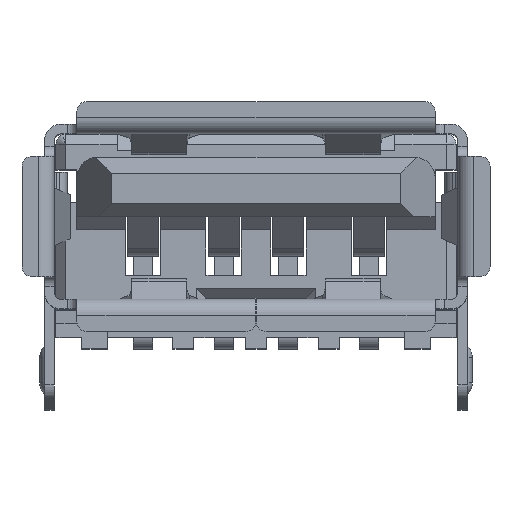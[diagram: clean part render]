
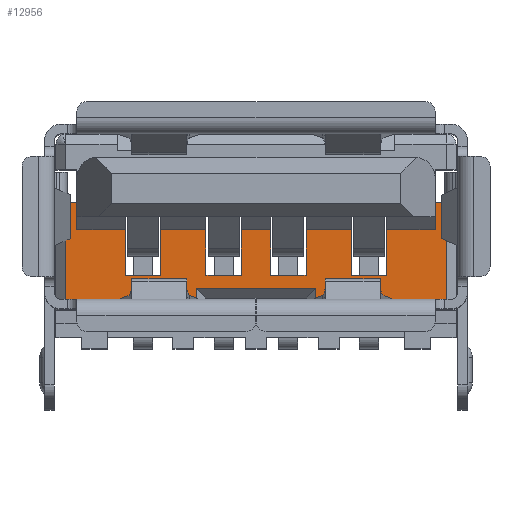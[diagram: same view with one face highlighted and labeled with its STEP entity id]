
A CAD part, top view. The second image highlights one B-rep face of the part: STEP entity #12956.
In plain terms, the highlighted face is planar.
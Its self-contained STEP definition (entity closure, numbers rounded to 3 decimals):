
#3328=ORIENTED_EDGE('',*,*,#5901,.T.);
#3329=ORIENTED_EDGE('',*,*,#5902,.F.);
#3330=ORIENTED_EDGE('',*,*,#5903,.T.);
#3331=ORIENTED_EDGE('',*,*,#5904,.T.);
#3332=ORIENTED_EDGE('',*,*,#5905,.T.);
#3333=ORIENTED_EDGE('',*,*,#5906,.F.);
#3334=ORIENTED_EDGE('',*,*,#5837,.T.);
#3335=ORIENTED_EDGE('',*,*,#5907,.T.);
#3336=ORIENTED_EDGE('',*,*,#5908,.T.);
#3337=ORIENTED_EDGE('',*,*,#5909,.F.);
#3338=ORIENTED_EDGE('',*,*,#5910,.T.);
#3339=ORIENTED_EDGE('',*,*,#5911,.T.);
#3340=ORIENTED_EDGE('',*,*,#5912,.T.);
#3341=ORIENTED_EDGE('',*,*,#5913,.F.);
#3342=ORIENTED_EDGE('',*,*,#5914,.T.);
#3343=ORIENTED_EDGE('',*,*,#5915,.T.);
#3344=ORIENTED_EDGE('',*,*,#5916,.T.);
#3345=ORIENTED_EDGE('',*,*,#5917,.F.);
#3346=ORIENTED_EDGE('',*,*,#5918,.T.);
#3347=ORIENTED_EDGE('',*,*,#5919,.F.);
#3348=ORIENTED_EDGE('',*,*,#5920,.T.);
#3349=ORIENTED_EDGE('',*,*,#5921,.T.);
#3350=ORIENTED_EDGE('',*,*,#5922,.F.);
#3351=ORIENTED_EDGE('',*,*,#5923,.F.);
#3352=ORIENTED_EDGE('',*,*,#5924,.F.);
#3353=ORIENTED_EDGE('',*,*,#5925,.T.);
#3354=ORIENTED_EDGE('',*,*,#5854,.F.);
#3355=ORIENTED_EDGE('',*,*,#5926,.F.);
#5837=EDGE_CURVE('',#7291,#7290,#8512,.T.);
#5854=EDGE_CURVE('',#7306,#7304,#8529,.T.);
#5901=EDGE_CURVE('',#7351,#7352,#8576,.T.);
#5902=EDGE_CURVE('',#7353,#7352,#8577,.T.);
#5903=EDGE_CURVE('',#7353,#7354,#8578,.T.);
#5904=EDGE_CURVE('',#7354,#7355,#8579,.T.);
#5905=EDGE_CURVE('',#7355,#7356,#8580,.T.);
#5906=EDGE_CURVE('',#7291,#7356,#8581,.T.);
#5907=EDGE_CURVE('',#7290,#7357,#8582,.T.);
#5908=EDGE_CURVE('',#7357,#7358,#8583,.T.);
#5909=EDGE_CURVE('',#7359,#7358,#8584,.T.);
#5910=EDGE_CURVE('',#7359,#7360,#8585,.T.);
#5911=EDGE_CURVE('',#7360,#7361,#8586,.T.);
#5912=EDGE_CURVE('',#7361,#7362,#8587,.T.);
#5913=EDGE_CURVE('',#7363,#7362,#8588,.T.);
#5914=EDGE_CURVE('',#7363,#7364,#8589,.T.);
#5915=EDGE_CURVE('',#7364,#7365,#8590,.T.);
#5916=EDGE_CURVE('',#7365,#7366,#8591,.T.);
#5917=EDGE_CURVE('',#7367,#7366,#8592,.T.);
#5918=EDGE_CURVE('',#7367,#7368,#8593,.T.);
#5919=EDGE_CURVE('',#7369,#7368,#8594,.T.);
#5920=EDGE_CURVE('',#7369,#7370,#8595,.T.);
#5921=EDGE_CURVE('',#7370,#7371,#8596,.T.);
#5922=EDGE_CURVE('',#7372,#7371,#8597,.T.);
#5923=EDGE_CURVE('',#7373,#7372,#8598,.T.);
#5924=EDGE_CURVE('',#7374,#7373,#8599,.T.);
#5925=EDGE_CURVE('',#7374,#7304,#8600,.T.);
#5926=EDGE_CURVE('',#7351,#7306,#8601,.T.);
#7290=VERTEX_POINT('',#21373);
#7291=VERTEX_POINT('',#21375);
#7304=VERTEX_POINT('',#21405);
#7306=VERTEX_POINT('',#21409);
#7351=VERTEX_POINT('',#21513);
#7352=VERTEX_POINT('',#21514);
#7353=VERTEX_POINT('',#21516);
#7354=VERTEX_POINT('',#21518);
#7355=VERTEX_POINT('',#21520);
#7356=VERTEX_POINT('',#21522);
#7357=VERTEX_POINT('',#21525);
#7358=VERTEX_POINT('',#21527);
#7359=VERTEX_POINT('',#21529);
#7360=VERTEX_POINT('',#21531);
#7361=VERTEX_POINT('',#21533);
#7362=VERTEX_POINT('',#21535);
#7363=VERTEX_POINT('',#21537);
#7364=VERTEX_POINT('',#21539);
#7365=VERTEX_POINT('',#21541);
#7366=VERTEX_POINT('',#21543);
#7367=VERTEX_POINT('',#21545);
#7368=VERTEX_POINT('',#21547);
#7369=VERTEX_POINT('',#21549);
#7370=VERTEX_POINT('',#21551);
#7371=VERTEX_POINT('',#21553);
#7372=VERTEX_POINT('',#21555);
#7373=VERTEX_POINT('',#21557);
#7374=VERTEX_POINT('',#21559);
#8512=LINE('',#21374,#9959);
#8529=LINE('',#21410,#9976);
#8576=LINE('',#21512,#10023);
#8577=LINE('',#21515,#10024);
#8578=LINE('',#21517,#10025);
#8579=LINE('',#21519,#10026);
#8580=LINE('',#21521,#10027);
#8581=LINE('',#21523,#10028);
#8582=LINE('',#21524,#10029);
#8583=LINE('',#21526,#10030);
#8584=LINE('',#21528,#10031);
#8585=LINE('',#21530,#10032);
#8586=LINE('',#21532,#10033);
#8587=LINE('',#21534,#10034);
#8588=LINE('',#21536,#10035);
#8589=LINE('',#21538,#10036);
#8590=LINE('',#21540,#10037);
#8591=LINE('',#21542,#10038);
#8592=LINE('',#21544,#10039);
#8593=LINE('',#21546,#10040);
#8594=LINE('',#21548,#10041);
#8595=LINE('',#21550,#10042);
#8596=LINE('',#21552,#10043);
#8597=LINE('',#21554,#10044);
#8598=LINE('',#21556,#10045);
#8599=LINE('',#21558,#10046);
#8600=LINE('',#21560,#10047);
#8601=LINE('',#21561,#10048);
#9959=VECTOR('',#16651,1000.);
#9976=VECTOR('',#16674,1000.);
#10023=VECTOR('',#16743,1000.);
#10024=VECTOR('',#16744,1000.);
#10025=VECTOR('',#16745,1000.);
#10026=VECTOR('',#16746,1000.);
#10027=VECTOR('',#16747,1000.);
#10028=VECTOR('',#16748,1000.);
#10029=VECTOR('',#16749,1000.);
#10030=VECTOR('',#16750,1000.);
#10031=VECTOR('',#16751,1000.);
#10032=VECTOR('',#16752,1000.);
#10033=VECTOR('',#16753,1000.);
#10034=VECTOR('',#16754,1000.);
#10035=VECTOR('',#16755,1000.);
#10036=VECTOR('',#16756,1000.);
#10037=VECTOR('',#16757,1000.);
#10038=VECTOR('',#16758,1000.);
#10039=VECTOR('',#16759,1000.);
#10040=VECTOR('',#16760,1000.);
#10041=VECTOR('',#16761,1000.);
#10042=VECTOR('',#16762,1000.);
#10043=VECTOR('',#16763,1000.);
#10044=VECTOR('',#16764,1000.);
#10045=VECTOR('',#16765,1000.);
#10046=VECTOR('',#16766,1000.);
#10047=VECTOR('',#16767,1000.);
#10048=VECTOR('',#16768,1000.);
#11095=EDGE_LOOP('',(#3328,#3329,#3330,#3331,#3332,#3333,#3334,#3335,#3336,
#3337,#3338,#3339,#3340,#3341,#3342,#3343,#3344,#3345,#3346,#3347,#3348,
#3349,#3350,#3351,#3352,#3353,#3354,#3355));
#11810=FACE_BOUND('',#11095,.T.);
#12271=PLANE('',#14018);
#12956=ADVANCED_FACE('',(#11810),#12271,.T.);
#14018=AXIS2_PLACEMENT_3D('',#21511,#16741,#16742);
#16651=DIRECTION('',(0.,0.991,0.133));
#16674=DIRECTION('',(0.,0.991,0.133));
#16741=DIRECTION('',(0.,0.133,-0.991));
#16742=DIRECTION('',(-1.,0.,0.));
#16743=DIRECTION('',(0.,0.991,0.133));
#16744=DIRECTION('',(1.,0.,0.));
#16745=DIRECTION('',(0.,0.991,0.133));
#16746=DIRECTION('',(-1.,0.,0.));
#16747=DIRECTION('',(0.,-0.991,-0.133));
#16748=DIRECTION('',(1.,0.,0.));
#16749=DIRECTION('',(-1.,0.,0.));
#16750=DIRECTION('',(0.,-0.991,-0.133));
#16751=DIRECTION('',(1.,0.,0.));
#16752=DIRECTION('',(0.,0.991,0.133));
#16753=DIRECTION('',(-1.,0.,0.));
#16754=DIRECTION('',(0.,-0.991,-0.133));
#16755=DIRECTION('',(1.,0.,0.));
#16756=DIRECTION('',(0.,0.991,0.133));
#16757=DIRECTION('',(-1.,0.,0.));
#16758=DIRECTION('',(0.,-0.991,-0.133));
#16759=DIRECTION('',(1.,0.,0.));
#16760=DIRECTION('',(0.,-0.991,-0.133));
#16761=DIRECTION('',(1.,0.,0.));
#16762=DIRECTION('',(0.,0.991,0.133));
#16763=DIRECTION('',(1.,0.,0.));
#16764=DIRECTION('',(0.,0.991,0.133));
#16765=DIRECTION('',(-1.,0.,0.));
#16766=DIRECTION('',(0.,-0.991,-0.133));
#16767=DIRECTION('',(1.,0.,0.));
#16768=DIRECTION('',(1.,0.,0.));
#21373=CARTESIAN_POINT('',(9.8,6.65,-8.434));
#21374=CARTESIAN_POINT('',(9.8,3.525,-8.854));
#21375=CARTESIAN_POINT('',(9.8,5.263,-8.621));
#21405=CARTESIAN_POINT('',(14.15,7.751,-8.287));
#21409=CARTESIAN_POINT('',(14.15,4.411,-8.735));
#21410=CARTESIAN_POINT('',(14.15,2.524,-8.988));
#21511=CARTESIAN_POINT('',(3.908,3.525,-8.854));
#21512=CARTESIAN_POINT('',(13.8,3.525,-8.854));
#21513=CARTESIAN_POINT('',(13.8,4.411,-8.735));
#21514=CARTESIAN_POINT('',(13.8,5.263,-8.621));
#21515=CARTESIAN_POINT('',(6.728,5.263,-8.621));
#21516=CARTESIAN_POINT('',(12.3,5.263,-8.621));
#21517=CARTESIAN_POINT('',(12.3,3.525,-8.854));
#21518=CARTESIAN_POINT('',(12.3,6.65,-8.434));
#21519=CARTESIAN_POINT('',(3.908,6.65,-8.434));
#21520=CARTESIAN_POINT('',(11.2,6.65,-8.434));
#21521=CARTESIAN_POINT('',(11.2,3.525,-8.854));
#21522=CARTESIAN_POINT('',(11.2,5.263,-8.621));
#21523=CARTESIAN_POINT('',(6.728,5.263,-8.621));
#21524=CARTESIAN_POINT('',(3.908,6.65,-8.434));
#21525=CARTESIAN_POINT('',(8.7,6.65,-8.434));
#21526=CARTESIAN_POINT('',(8.7,3.525,-8.854));
#21527=CARTESIAN_POINT('',(8.7,5.263,-8.621));
#21528=CARTESIAN_POINT('',(6.728,5.263,-8.621));
#21529=CARTESIAN_POINT('',(7.8,5.263,-8.621));
#21530=CARTESIAN_POINT('',(7.8,3.525,-8.854));
#21531=CARTESIAN_POINT('',(7.8,6.65,-8.434));
#21532=CARTESIAN_POINT('',(3.908,6.65,-8.434));
#21533=CARTESIAN_POINT('',(6.7,6.65,-8.434));
#21534=CARTESIAN_POINT('',(6.7,3.525,-8.854));
#21535=CARTESIAN_POINT('',(6.7,5.263,-8.621));
#21536=CARTESIAN_POINT('',(6.728,5.263,-8.621));
#21537=CARTESIAN_POINT('',(5.3,5.263,-8.621));
#21538=CARTESIAN_POINT('',(5.3,3.525,-8.854));
#21539=CARTESIAN_POINT('',(5.3,6.65,-8.434));
#21540=CARTESIAN_POINT('',(3.908,6.65,-8.434));
#21541=CARTESIAN_POINT('',(4.2,6.65,-8.434));
#21542=CARTESIAN_POINT('',(4.2,3.525,-8.854));
#21543=CARTESIAN_POINT('',(4.2,5.263,-8.621));
#21544=CARTESIAN_POINT('',(6.728,5.263,-8.621));
#21545=CARTESIAN_POINT('',(2.7,5.263,-8.621));
#21546=CARTESIAN_POINT('',(2.7,3.525,-8.854));
#21547=CARTESIAN_POINT('',(2.7,4.411,-8.735));
#21548=CARTESIAN_POINT('',(2.724,4.411,-8.735));
#21549=CARTESIAN_POINT('',(2.35,4.411,-8.735));
#21550=CARTESIAN_POINT('',(2.35,3.525,-8.854));
#21551=CARTESIAN_POINT('',(2.35,7.751,-8.287));
#21552=CARTESIAN_POINT('',(3.908,7.751,-8.287));
#21553=CARTESIAN_POINT('',(6.4,7.751,-8.287));
#21554=CARTESIAN_POINT('',(6.4,7.033,-8.383));
#21555=CARTESIAN_POINT('',(6.4,7.057,-8.38));
#21556=CARTESIAN_POINT('',(10.174,7.057,-8.38));
#21557=CARTESIAN_POINT('',(10.1,7.057,-8.38));
#21558=CARTESIAN_POINT('',(10.1,7.033,-8.383));
#21559=CARTESIAN_POINT('',(10.1,7.751,-8.287));
#21560=CARTESIAN_POINT('',(3.908,7.751,-8.287));
#21561=CARTESIAN_POINT('',(2.724,4.411,-8.735));
